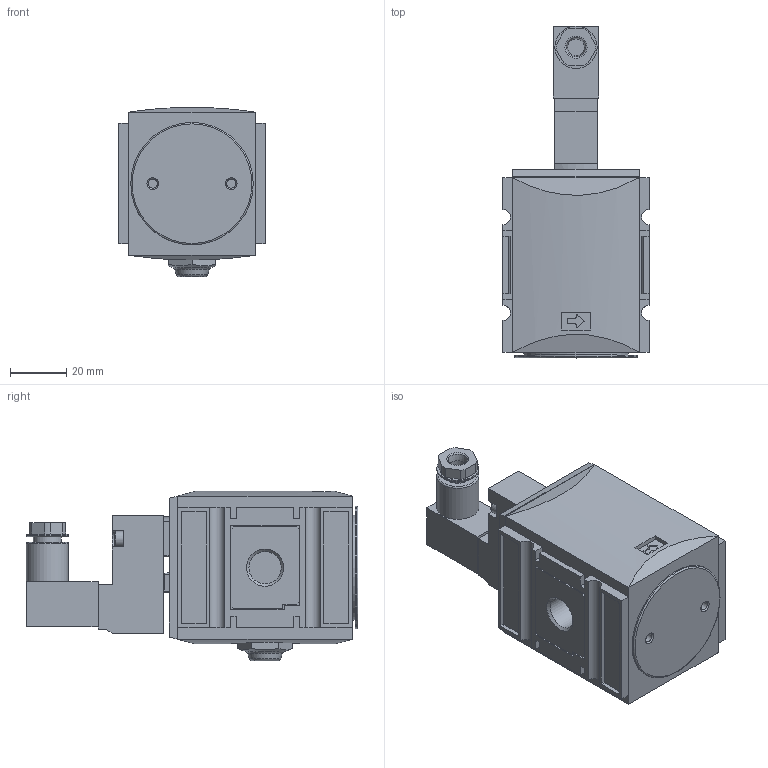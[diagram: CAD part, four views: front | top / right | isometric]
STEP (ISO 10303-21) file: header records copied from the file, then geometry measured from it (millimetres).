
FILE_DESCRIPTION(/* description */ ('STEP AP214'),/* implementation_level */ '2;1');
FILE_NAME(/* name */ '030107',/* time_stamp */ '2023-03-24T12:10:28+01:00',/* author */ ('License CC BY-ND 4.0'),/* organization */ ('CADENAS'),/* preprocessor_version */ 'ST-DEVELOPER v19.3',/* originating_system */ 'PARTsolutions',/* authorisation */ ' ');
FILE_SCHEMA (('AUTOMOTIVE_DESIGN {1 0 10303 214 3 1 1}'));
Length unit declared in the file: millimetre
Products named in the file (3): 030107; FU 923-1; FU 923G 1/4000-1
Assembly tree (2 placements, depth 2):
  030107
    FU 923-1
    FU 923G 1/4000-1
Bounding box: 52 x 117.89 x 60.09 mm (x, y, z)
Volume: 189955.5 mm3; surface area: 32906.8 mm2
Topology: 2 solids, 2 shells, 377 faces, 927 edges, 602 vertices
Faces by surface type: plane 259, cylinder 86, cone 18, torus 13, sphere 1
Full cylindrical faces by diameter (mm): 2 x5, 2.459 x2, 3 x2, 3.2 x4, 4.9 x1, 5.5 x3, 6 x1, 10 x1, 11.445 x2, 13.157 x1, 15 x2, 28 x1, 36 x1, 36.2 x1, 37.2 x1, 43.5 x1
Entity records: 13328 total; most frequent: CARTESIAN_POINT 1865, DIRECTION 1829, ORIENTED_EDGE 1704, EDGE_CURVE 852, LINE 617, VECTOR 617, AXIS2_PLACEMENT_3D 606, VERTEX_POINT 583
